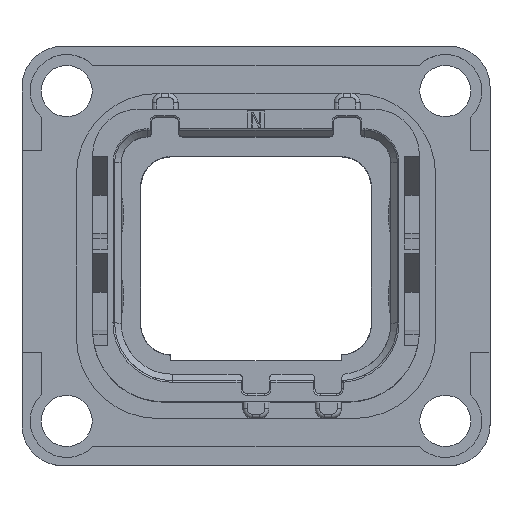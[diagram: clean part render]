
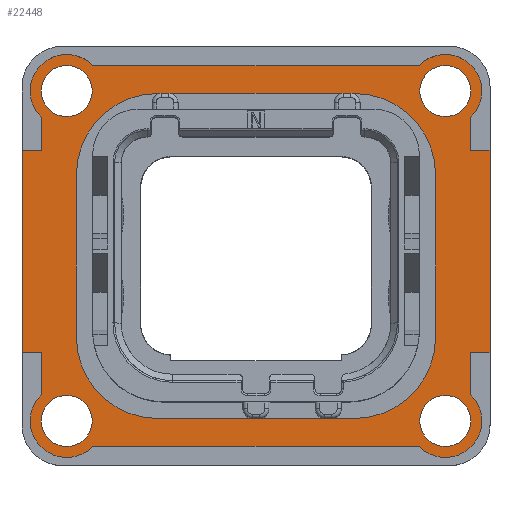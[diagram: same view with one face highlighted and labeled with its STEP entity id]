
A CAD part, top view. The second image highlights one B-rep face of the part: STEP entity #22448.
In plain terms, the highlighted planar face has unit normal (0, 0, 1).
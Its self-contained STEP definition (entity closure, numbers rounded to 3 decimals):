
#97=DIRECTION('',(0.,-1.,0.));
#98=VECTOR('',#97,12.45);
#99=CARTESIAN_POINT('',(-14.4,6.5,1.5));
#100=LINE('',#99,#98);
#160=CARTESIAN_POINT('',(-11.65,10.15,1.5));
#161=DIRECTION('',(0.,0.,1.));
#162=DIRECTION('',(0.716,0.698,0.));
#163=AXIS2_PLACEMENT_3D('',#160,#161,#162);
#173=CARTESIAN_POINT('',(11.65,10.15,1.5));
#174=DIRECTION('',(0.,0.,1.));
#175=DIRECTION('',(0.698,-0.716,0.));
#176=AXIS2_PLACEMENT_3D('',#173,#174,#175);
#183=DIRECTION('',(0.,1.,0.));
#184=VECTOR('',#183,2.588);
#185=CARTESIAN_POINT('',(13.22,-8.538,1.5));
#186=LINE('',#185,#184);
#187=DIRECTION('',(1.,0.,0.));
#188=VECTOR('',#187,20.077);
#189=CARTESIAN_POINT('',(-10.038,-11.72,1.5));
#190=LINE('',#189,#188);
#191=DIRECTION('',(0.,-1.,0.));
#192=VECTOR('',#191,2.588);
#193=CARTESIAN_POINT('',(-13.22,-5.95,1.5));
#194=LINE('',#193,#192);
#195=DIRECTION('',(1.,0.,0.));
#196=VECTOR('',#195,1.18);
#197=CARTESIAN_POINT('',(-14.4,-5.95,1.5));
#198=LINE('',#197,#196);
#199=DIRECTION('',(-1.,0.,0.));
#200=VECTOR('',#199,1.18);
#201=CARTESIAN_POINT('',(-13.22,6.5,1.5));
#202=LINE('',#201,#200);
#203=DIRECTION('',(0.,-1.,0.));
#204=VECTOR('',#203,2.038);
#205=CARTESIAN_POINT('',(-13.22,8.538,1.5));
#206=LINE('',#205,#204);
#207=DIRECTION('',(-1.,0.,0.));
#208=VECTOR('',#207,20.077);
#209=CARTESIAN_POINT('',(10.038,11.72,1.5));
#210=LINE('',#209,#208);
#211=DIRECTION('',(0.,1.,0.));
#212=VECTOR('',#211,2.038);
#213=CARTESIAN_POINT('',(13.22,6.5,1.5));
#214=LINE('',#213,#212);
#215=DIRECTION('',(-1.,0.,0.));
#216=VECTOR('',#215,1.18);
#217=CARTESIAN_POINT('',(14.4,6.5,1.5));
#218=LINE('',#217,#216);
#219=DIRECTION('',(1.,0.,0.));
#220=VECTOR('',#219,1.18);
#221=CARTESIAN_POINT('',(13.22,-5.95,1.5));
#222=LINE('',#221,#220);
#223=CARTESIAN_POINT('',(11.65,-10.15,1.5));
#224=DIRECTION('',(0.,0.,1.));
#225=DIRECTION('',(-1.,0.,0.));
#226=AXIS2_PLACEMENT_3D('',#223,#224,#225);
#228=CARTESIAN_POINT('',(-11.65,-10.15,1.5));
#229=DIRECTION('',(0.,0.,1.));
#230=DIRECTION('',(-1.,0.,0.));
#231=AXIS2_PLACEMENT_3D('',#228,#229,#230);
#233=CARTESIAN_POINT('',(-11.65,10.15,1.5));
#234=DIRECTION('',(0.,0.,1.));
#235=DIRECTION('',(1.,0.,0.));
#236=AXIS2_PLACEMENT_3D('',#233,#234,#235);
#238=CARTESIAN_POINT('',(11.65,10.15,1.5));
#239=DIRECTION('',(0.,0.,1.));
#240=DIRECTION('',(1.,0.,0.));
#241=AXIS2_PLACEMENT_3D('',#238,#239,#240);
#243=CARTESIAN_POINT('',(6.05,5.,1.5));
#244=DIRECTION('',(0.,0.,-1.));
#245=DIRECTION('',(0.,1.,0.));
#246=AXIS2_PLACEMENT_3D('',#243,#244,#245);
#248=DIRECTION('',(1.,0.,0.));
#249=VECTOR('',#248,12.1);
#250=CARTESIAN_POINT('',(-6.05,10.,1.5));
#251=LINE('',#250,#249);
#252=CARTESIAN_POINT('',(-6.05,5.,1.5));
#253=DIRECTION('',(0.,0.,-1.));
#254=DIRECTION('',(-1.,0.,0.));
#255=AXIS2_PLACEMENT_3D('',#252,#253,#254);
#257=DIRECTION('',(0.,1.,0.));
#258=VECTOR('',#257,10.);
#259=CARTESIAN_POINT('',(-11.05,-5.,1.5));
#260=LINE('',#259,#258);
#261=CARTESIAN_POINT('',(-6.05,-5.,1.5));
#262=DIRECTION('',(0.,0.,-1.));
#263=DIRECTION('',(0.,-1.,0.));
#264=AXIS2_PLACEMENT_3D('',#261,#262,#263);
#266=DIRECTION('',(-1.,0.,0.));
#267=VECTOR('',#266,12.1);
#268=CARTESIAN_POINT('',(6.05,-10.,1.5));
#269=LINE('',#268,#267);
#270=CARTESIAN_POINT('',(6.05,-5.,1.5));
#271=DIRECTION('',(0.,0.,-1.));
#272=DIRECTION('',(1.,0.,0.));
#273=AXIS2_PLACEMENT_3D('',#270,#271,#272);
#275=DIRECTION('',(0.,-1.,0.));
#276=VECTOR('',#275,10.);
#277=CARTESIAN_POINT('',(11.05,5.,1.5));
#278=LINE('',#277,#276);
#283=CARTESIAN_POINT('',(11.65,-10.15,1.5));
#284=DIRECTION('',(0.,0.,1.));
#285=DIRECTION('',(-0.716,-0.698,0.));
#286=AXIS2_PLACEMENT_3D('',#283,#284,#285);
#340=CARTESIAN_POINT('',(-11.65,-10.15,1.5));
#341=DIRECTION('',(0.,0.,1.));
#342=DIRECTION('',(-0.698,0.716,0.));
#343=AXIS2_PLACEMENT_3D('',#340,#341,#342);
#369=DIRECTION('',(0.,1.,0.));
#370=VECTOR('',#369,12.45);
#371=CARTESIAN_POINT('',(14.4,-5.95,1.5));
#372=LINE('',#371,#370);
#425=CARTESIAN_POINT('',(11.65,-10.15,1.5));
#426=DIRECTION('',(0.,0.,1.));
#427=DIRECTION('',(1.,0.,0.));
#428=AXIS2_PLACEMENT_3D('',#425,#426,#427);
#430=CARTESIAN_POINT('',(-11.65,-10.15,1.5));
#431=DIRECTION('',(0.,0.,1.));
#432=DIRECTION('',(1.,0.,0.));
#433=AXIS2_PLACEMENT_3D('',#430,#431,#432);
#451=CARTESIAN_POINT('',(-11.65,10.15,1.5));
#452=DIRECTION('',(0.,0.,1.));
#453=DIRECTION('',(-1.,0.,0.));
#454=AXIS2_PLACEMENT_3D('',#451,#452,#453);
#456=CARTESIAN_POINT('',(11.65,10.15,1.5));
#457=DIRECTION('',(0.,0.,1.));
#458=DIRECTION('',(-1.,0.,0.));
#459=AXIS2_PLACEMENT_3D('',#456,#457,#458);
#19647=CARTESIAN_POINT('',(-6.05,10.,1.5));
#19648=CARTESIAN_POINT('',(6.05,10.,1.5));
#19649=VERTEX_POINT('',#19647);
#19650=VERTEX_POINT('',#19648);
#19651=CARTESIAN_POINT('',(11.05,-5.,1.5));
#19652=CARTESIAN_POINT('',(6.05,-10.,1.5));
#19653=VERTEX_POINT('',#19651);
#19654=VERTEX_POINT('',#19652);
#19655=CARTESIAN_POINT('',(11.05,5.,1.5));
#19656=VERTEX_POINT('',#19655);
#19657=CARTESIAN_POINT('',(-11.05,5.,1.5));
#19658=VERTEX_POINT('',#19657);
#19659=CARTESIAN_POINT('',(-11.05,-5.,1.5));
#19660=VERTEX_POINT('',#19659);
#19661=CARTESIAN_POINT('',(-6.05,-10.,1.5));
#19662=VERTEX_POINT('',#19661);
#19709=CARTESIAN_POINT('',(14.4,-5.95,1.5));
#19710=CARTESIAN_POINT('',(14.4,6.5,1.5));
#19711=VERTEX_POINT('',#19709);
#19712=VERTEX_POINT('',#19710);
#19713=CARTESIAN_POINT('',(-14.4,6.5,1.5));
#19714=CARTESIAN_POINT('',(-14.4,-5.95,1.5));
#19715=VERTEX_POINT('',#19713);
#19716=VERTEX_POINT('',#19714);
#19717=CARTESIAN_POINT('',(10.08,10.15,1.5));
#19718=VERTEX_POINT('',#19717);
#19719=CARTESIAN_POINT('',(-10.08,10.15,1.5));
#19720=VERTEX_POINT('',#19719);
#19721=CARTESIAN_POINT('',(-10.08,-10.15,1.5));
#19722=VERTEX_POINT('',#19721);
#19723=CARTESIAN_POINT('',(10.08,-10.15,1.5));
#19724=VERTEX_POINT('',#19723);
#19725=CARTESIAN_POINT('',(-13.22,6.5,1.5));
#19726=VERTEX_POINT('',#19725);
#19727=CARTESIAN_POINT('',(13.22,6.5,1.5));
#19728=VERTEX_POINT('',#19727);
#19729=CARTESIAN_POINT('',(-13.22,-5.95,1.5));
#19730=VERTEX_POINT('',#19729);
#20141=CARTESIAN_POINT('',(13.22,-5.95,1.5));
#20142=VERTEX_POINT('',#20141);
#20696=CARTESIAN_POINT('',(13.22,8.538,1.5));
#20698=VERTEX_POINT('',#20696);
#20700=CARTESIAN_POINT('',(-10.038,-11.72,1.5));
#20702=VERTEX_POINT('',#20700);
#20704=CARTESIAN_POINT('',(10.038,-11.72,1.5));
#20706=VERTEX_POINT('',#20704);
#20708=CARTESIAN_POINT('',(-13.22,-8.538,1.5));
#20710=VERTEX_POINT('',#20708);
#20712=CARTESIAN_POINT('',(-10.038,11.72,1.5));
#20714=VERTEX_POINT('',#20712);
#20716=CARTESIAN_POINT('',(10.038,11.72,1.5));
#20718=VERTEX_POINT('',#20716);
#20720=CARTESIAN_POINT('',(-13.22,8.538,1.5));
#20722=VERTEX_POINT('',#20720);
#20724=CARTESIAN_POINT('',(13.22,-8.538,1.5));
#20726=VERTEX_POINT('',#20724);
#20728=CARTESIAN_POINT('',(13.22,10.15,1.5));
#20729=VERTEX_POINT('',#20728);
#20730=CARTESIAN_POINT('',(-13.22,10.15,1.5));
#20731=VERTEX_POINT('',#20730);
#20732=CARTESIAN_POINT('',(-13.22,-10.15,1.5));
#20733=VERTEX_POINT('',#20732);
#20734=CARTESIAN_POINT('',(13.22,-10.15,1.5));
#20735=VERTEX_POINT('',#20734);
#22371=CARTESIAN_POINT('',(0.,0.,1.5));
#22372=DIRECTION('',(0.,0.,1.));
#22373=DIRECTION('',(1.,0.,0.));
#22374=AXIS2_PLACEMENT_3D('',#22371,#22372,#22373);
#22375=PLANE('',#22374);
#22377=ORIENTED_EDGE('',*,*,#22376,.F.);
#22379=ORIENTED_EDGE('',*,*,#22378,.F.);
#22381=ORIENTED_EDGE('',*,*,#22380,.F.);
#22383=ORIENTED_EDGE('',*,*,#22382,.F.);
#22385=ORIENTED_EDGE('',*,*,#22384,.F.);
#22387=ORIENTED_EDGE('',*,*,#22386,.F.);
#22388=ORIENTED_EDGE('',*,*,#22284,.F.);
#22390=ORIENTED_EDGE('',*,*,#22389,.F.);
#22392=ORIENTED_EDGE('',*,*,#22391,.F.);
#22393=ORIENTED_EDGE('',*,*,#22336,.F.);
#22394=ORIENTED_EDGE('',*,*,#22352,.F.);
#22395=ORIENTED_EDGE('',*,*,#22362,.F.);
#22397=ORIENTED_EDGE('',*,*,#22396,.F.);
#22399=ORIENTED_EDGE('',*,*,#22398,.F.);
#22401=ORIENTED_EDGE('',*,*,#22400,.F.);
#22403=ORIENTED_EDGE('',*,*,#22402,.F.);
#22404=EDGE_LOOP('',(#22377,#22379,#22381,#22383,#22385,#22387,#22388,#22390,
#22392,#22393,#22394,#22395,#22397,#22399,#22401,#22403));
#22405=FACE_OUTER_BOUND('',#22404,.F.);
#22407=ORIENTED_EDGE('',*,*,#22406,.T.);
#22409=ORIENTED_EDGE('',*,*,#22408,.T.);
#22410=EDGE_LOOP('',(#22407,#22409));
#22411=FACE_BOUND('',#22410,.F.);
#22413=ORIENTED_EDGE('',*,*,#22412,.T.);
#22415=ORIENTED_EDGE('',*,*,#22414,.T.);
#22416=EDGE_LOOP('',(#22413,#22415));
#22417=FACE_BOUND('',#22416,.F.);
#22419=ORIENTED_EDGE('',*,*,#22418,.T.);
#22421=ORIENTED_EDGE('',*,*,#22420,.T.);
#22422=EDGE_LOOP('',(#22419,#22421));
#22423=FACE_BOUND('',#22422,.F.);
#22425=ORIENTED_EDGE('',*,*,#22424,.T.);
#22427=ORIENTED_EDGE('',*,*,#22426,.T.);
#22428=EDGE_LOOP('',(#22425,#22427));
#22429=FACE_BOUND('',#22428,.F.);
#22431=ORIENTED_EDGE('',*,*,#22430,.F.);
#22433=ORIENTED_EDGE('',*,*,#22432,.F.);
#22435=ORIENTED_EDGE('',*,*,#22434,.F.);
#22437=ORIENTED_EDGE('',*,*,#22436,.F.);
#22439=ORIENTED_EDGE('',*,*,#22438,.F.);
#22441=ORIENTED_EDGE('',*,*,#22440,.F.);
#22443=ORIENTED_EDGE('',*,*,#22442,.F.);
#22445=ORIENTED_EDGE('',*,*,#22444,.F.);
#22446=EDGE_LOOP('',(#22431,#22433,#22435,#22437,#22439,#22441,#22443,#22445));
#22447=FACE_BOUND('',#22446,.F.);
#22448=ADVANCED_FACE('',(#22405,#22411,#22417,#22423,#22429,#22447),#22375,.T.);
#164=CIRCLE('',#163,2.25);
#177=CIRCLE('',#176,2.25);
#227=CIRCLE('',#226,1.57);
#232=CIRCLE('',#231,1.57);
#237=CIRCLE('',#236,1.57);
#242=CIRCLE('',#241,1.57);
#247=CIRCLE('',#246,5.);
#256=CIRCLE('',#255,5.);
#265=CIRCLE('',#264,5.);
#274=CIRCLE('',#273,5.);
#287=CIRCLE('',#286,2.25);
#344=CIRCLE('',#343,2.25);
#429=CIRCLE('',#428,1.57);
#434=CIRCLE('',#433,1.57);
#455=CIRCLE('',#454,1.57);
#460=CIRCLE('',#459,1.57);
#22284=EDGE_CURVE('',#19715,#19716,#100,.T.);
#22336=EDGE_CURVE('',#20714,#20722,#164,.T.);
#22352=EDGE_CURVE('',#20718,#20714,#210,.T.);
#22362=EDGE_CURVE('',#20698,#20718,#177,.T.);
#22376=EDGE_CURVE('',#20726,#20142,#186,.T.);
#22378=EDGE_CURVE('',#20706,#20726,#287,.T.);
#22380=EDGE_CURVE('',#20702,#20706,#190,.T.);
#22382=EDGE_CURVE('',#20710,#20702,#344,.T.);
#22384=EDGE_CURVE('',#19730,#20710,#194,.T.);
#22386=EDGE_CURVE('',#19716,#19730,#198,.T.);
#22389=EDGE_CURVE('',#19726,#19715,#202,.T.);
#22391=EDGE_CURVE('',#20722,#19726,#206,.T.);
#22396=EDGE_CURVE('',#19728,#20698,#214,.T.);
#22398=EDGE_CURVE('',#19712,#19728,#218,.T.);
#22400=EDGE_CURVE('',#19711,#19712,#372,.T.);
#22402=EDGE_CURVE('',#20142,#19711,#222,.T.);
#22406=EDGE_CURVE('',#19724,#20735,#227,.T.);
#22408=EDGE_CURVE('',#20735,#19724,#429,.T.);
#22412=EDGE_CURVE('',#19722,#20733,#434,.T.);
#22414=EDGE_CURVE('',#20733,#19722,#232,.T.);
#22418=EDGE_CURVE('',#19720,#20731,#237,.T.);
#22420=EDGE_CURVE('',#20731,#19720,#455,.T.);
#22424=EDGE_CURVE('',#19718,#20729,#460,.T.);
#22426=EDGE_CURVE('',#20729,#19718,#242,.T.);
#22430=EDGE_CURVE('',#19650,#19656,#247,.T.);
#22432=EDGE_CURVE('',#19649,#19650,#251,.T.);
#22434=EDGE_CURVE('',#19658,#19649,#256,.T.);
#22436=EDGE_CURVE('',#19660,#19658,#260,.T.);
#22438=EDGE_CURVE('',#19662,#19660,#265,.T.);
#22440=EDGE_CURVE('',#19654,#19662,#269,.T.);
#22442=EDGE_CURVE('',#19653,#19654,#274,.T.);
#22444=EDGE_CURVE('',#19656,#19653,#278,.T.);
